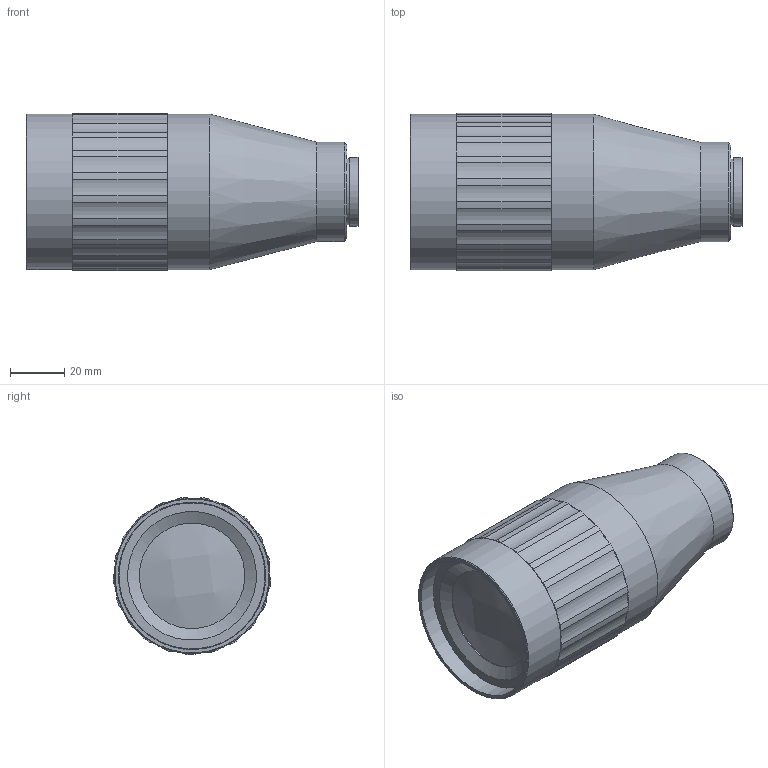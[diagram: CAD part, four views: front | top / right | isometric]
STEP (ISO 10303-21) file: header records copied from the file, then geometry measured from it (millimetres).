
FILE_DESCRIPTION (( 'STEP AP203' ), '1' );
FILE_NAME ('豜俋噩芛.STEP', '2022-11-09T01:49:12', ( '' ), ( '' ), 'SwSTEP 2.0', 'SolidWorks 2020', '' );
FILE_SCHEMA (( 'CONFIG_CONTROL_DESIGN' ));
Length unit declared in the file: millimetre
Products named in the file (1): 豜俋噩芛
Bounding box: 122.63 x 58.21 x 58.14 mm (x, y, z)
Volume: 135191.9 mm3; surface area: 110861.6 mm2
Topology: 13 solids, 13 shells, 155 faces, 323 edges, 215 vertices
Faces by surface type: cylinder 88, plane 46, bspline 14, cone 7
Full cylindrical faces by diameter (mm): 2.05 x2, 22.4 x1, 24.4 x1, 25.4 x1, 27 x1, 31 x1, 32.1 x1, 33 x2, 36 x2, 36.7 x1, 38 x2, 39 x1, 40 x2, 42 x7, 46 x2, 48 x4, 48.1 x1, 49.999 x1, 50 x2, 51 x1, 51.1 x1, 52 x3, 54 x1, 54.5 x1, 55.5 x1, 57.5 x2
Entity records: 4699 total; most frequent: CARTESIAN_POINT 1487, DIRECTION 692, ORIENTED_EDGE 518, AXIS2_PLACEMENT_3D 318, EDGE_CURVE 259, EDGE_LOOP 254, VERTEX_POINT 205, FACE_OUTER_BOUND 200
